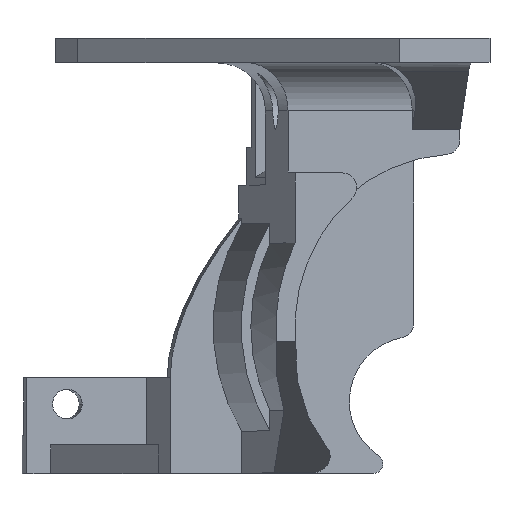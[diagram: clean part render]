
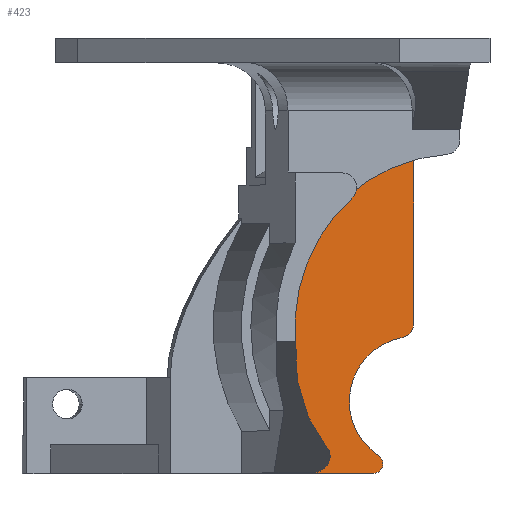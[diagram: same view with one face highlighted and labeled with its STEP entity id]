
A CAD part, top view. The second image highlights one B-rep face of the part: STEP entity #423.
In plain terms, the highlighted planar face has unit normal (0.104, 0, 0.995).
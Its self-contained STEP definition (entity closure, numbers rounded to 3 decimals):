
#17 = EDGE_LOOP ( 'NONE', ( #1986, #1618 ) ) ;
#47 = EDGE_CURVE ( 'NONE', #2138, #2578, #3188, .T. ) ;
#51 = EDGE_CURVE ( 'NONE', #2578, #1148, #2035, .T. ) ;
#87 = CARTESIAN_POINT ( 'NONE',  ( 0.41, -18.3, 23.979 ) ) ;
#105 = DIRECTION ( 'NONE',  ( -0.995, 0., 0.105 ) ) ;
#153 = CARTESIAN_POINT ( 'NONE',  ( -2.793, -32.5, 24.315 ) ) ;
#165 = AXIS2_PLACEMENT_3D ( 'NONE', #197, #1732, #2488 ) ;
#197 = CARTESIAN_POINT ( 'NONE',  ( -3.788, -32.5, 24.42 ) ) ;
#206 = CIRCLE ( 'NONE', #669, 1.75 ) ;
#210 = ORIENTED_EDGE ( 'NONE', *, *, #814, .F. ) ;
#237 = ORIENTED_EDGE ( 'NONE', *, *, #1215, .T. ) ;
#374 = EDGE_CURVE ( 'NONE', #1923, #388, #2300, .T. ) ;
#388 = VERTEX_POINT ( 'NONE', #3087 ) ;
#423 = ADVANCED_FACE ( 'NONE', ( #511, #2378 ), #543, .T. ) ;
#446 = DIRECTION ( 'NONE',  ( -0.105, 0., -0.995 ) ) ;
#448 = LINE ( 'NONE', #2422, #2925 ) ;
#511 = FACE_BOUND ( 'NONE', #17, .T. ) ;
#514 = DIRECTION ( 'NONE',  ( -0.995, 0., 0.105 ) ) ;
#522 = AXIS2_PLACEMENT_3D ( 'NONE', #3008, #1746, #1998 ) ;
#543 = PLANE ( 'NONE',  #2046 ) ;
#618 = AXIS2_PLACEMENT_3D ( 'NONE', #2482, #446, #956 ) ;
#651 = DIRECTION ( 'NONE',  ( 0.995, 0., -0.105 ) ) ;
#669 = AXIS2_PLACEMENT_3D ( 'NONE', #2267, #1854, #2583 ) ;
#768 = ORIENTED_EDGE ( 'NONE', *, *, #1391, .F. ) ;
#780 = DIRECTION ( 'NONE',  ( -0.105, 0., -0.995 ) ) ;
#781 = CARTESIAN_POINT ( 'NONE',  ( -13.265, -18.3, 25.416 ) ) ;
#785 = VERTEX_POINT ( 'NONE', #3027 ) ;
#792 = DIRECTION ( 'NONE',  ( 0.105, 0., 0.995 ) ) ;
#814 = EDGE_CURVE ( 'NONE', #2081, #1923, #2346, .T. ) ;
#863 = DIRECTION ( 'NONE',  ( 0.105, 0., 0.995 ) ) ;
#956 = DIRECTION ( 'NONE',  ( -0.995, 0., 0.105 ) ) ;
#972 = VERTEX_POINT ( 'NONE', #3123 ) ;
#986 = ORIENTED_EDGE ( 'NONE', *, *, #3093, .T. ) ;
#997 = EDGE_CURVE ( 'NONE', #972, #2081, #2777, .T. ) ;
#1017 = DIRECTION ( 'NONE',  ( -0.105, 0., -0.995 ) ) ;
#1047 = DIRECTION ( 'NONE',  ( -0.995, 0., 0.105 ) ) ;
#1092 = CARTESIAN_POINT ( 'NONE',  ( -1.082, 1.142, 24.135 ) ) ;
#1148 = VERTEX_POINT ( 'NONE', #2681 ) ;
#1195 = CARTESIAN_POINT ( 'NONE',  ( 0.41, -26., 23.979 ) ) ;
#1215 = EDGE_CURVE ( 'NONE', #2138, #388, #3023, .T. ) ;
#1244 = CARTESIAN_POINT ( 'NONE',  ( 0.41, -17.888, 23.979 ) ) ;
#1315 = DIRECTION ( 'NONE',  ( -0.995, 0., 0.105 ) ) ;
#1349 = AXIS2_PLACEMENT_3D ( 'NONE', #1092, #863, #105 ) ;
#1391 = EDGE_CURVE ( 'NONE', #1904, #785, #3060, .T. ) ;
#1446 = ORIENTED_EDGE ( 'NONE', *, *, #47, .F. ) ;
#1448 = CARTESIAN_POINT ( 'NONE',  ( -16.746, -18.3, 25.782 ) ) ;
#1574 = CARTESIAN_POINT ( 'NONE',  ( -1.082, -17.888, 24.135 ) ) ;
#1601 = EDGE_LOOP ( 'NONE', ( #237, #3136, #210, #1880, #3037, #768, #986, #2743, #1446 ) ) ;
#1618 = ORIENTED_EDGE ( 'NONE', *, *, #2707, .T. ) ;
#1732 = DIRECTION ( 'NONE',  ( -0.105, 0., -0.995 ) ) ;
#1746 = DIRECTION ( 'NONE',  ( 0.105, 0., 0.995 ) ) ;
#1854 = DIRECTION ( 'NONE',  ( -0.105, 0., -0.995 ) ) ;
#1880 = ORIENTED_EDGE ( 'NONE', *, *, #997, .F. ) ;
#1904 = VERTEX_POINT ( 'NONE', #3048 ) ;
#1923 = VERTEX_POINT ( 'NONE', #1244 ) ;
#1967 = AXIS2_PLACEMENT_3D ( 'NONE', #1195, #2984, #2219 ) ;
#1986 = ORIENTED_EDGE ( 'NONE', *, *, #2178, .T. ) ;
#1998 = DIRECTION ( 'NONE',  ( -0.995, 0., 0.105 ) ) ;
#2035 = CIRCLE ( 'NONE', #618, 1. ) ;
#2046 = AXIS2_PLACEMENT_3D ( 'NONE', #2325, #792, #1047 ) ;
#2055 = CIRCLE ( 'NONE', #2433, 19.25 ) ;
#2081 = VERTEX_POINT ( 'NONE', #2634 ) ;
#2136 = CARTESIAN_POINT ( 'NONE',  ( -3.246, -31.661, 24.363 ) ) ;
#2138 = VERTEX_POINT ( 'NONE', #2136 ) ;
#2162 = AXIS2_PLACEMENT_3D ( 'NONE', #2555, #1017, #514 ) ;
#2178 = EDGE_CURVE ( 'NONE', #2740, #2453, #206, .T. ) ;
#2219 = DIRECTION ( 'NONE',  ( -0.995, 0., 0.105 ) ) ;
#2267 = CARTESIAN_POINT ( 'NONE',  ( -15.005, -18.3, 25.599 ) ) ;
#2300 = CIRCLE ( 'NONE', #2844, 1.5 ) ;
#2325 = CARTESIAN_POINT ( 'NONE',  ( 0.41, 0., 23.979 ) ) ;
#2346 = LINE ( 'NONE', #3286, #2535 ) ;
#2378 = FACE_OUTER_BOUND ( 'NONE', #1601, .T. ) ;
#2422 = CARTESIAN_POINT ( 'NONE',  ( 0.41, -33.5, 23.979 ) ) ;
#2433 = AXIS2_PLACEMENT_3D ( 'NONE', #87, #2855, #2870 ) ;
#2453 = VERTEX_POINT ( 'NONE', #1448 ) ;
#2482 = CARTESIAN_POINT ( 'NONE',  ( -3.788, -32.5, 24.42 ) ) ;
#2488 = DIRECTION ( 'NONE',  ( -0.995, 0., 0.105 ) ) ;
#2535 = VECTOR ( 'NONE', #3243, 1000. ) ;
#2555 = CARTESIAN_POINT ( 'NONE',  ( -15.005, -18.3, 25.599 ) ) ;
#2578 = VERTEX_POINT ( 'NONE', #153 ) ;
#2583 = DIRECTION ( 'NONE',  ( -0.995, 0., 0.105 ) ) ;
#2634 = CARTESIAN_POINT ( 'NONE',  ( 0.41, 1.142, 23.979 ) ) ;
#2681 = CARTESIAN_POINT ( 'NONE',  ( -3.788, -33.5, 24.42 ) ) ;
#2707 = EDGE_CURVE ( 'NONE', #2453, #2740, #3165, .T. ) ;
#2740 = VERTEX_POINT ( 'NONE', #781 ) ;
#2743 = ORIENTED_EDGE ( 'NONE', *, *, #51, .F. ) ;
#2777 = CIRCLE ( 'NONE', #1349, 1.5 ) ;
#2841 = EDGE_CURVE ( 'NONE', #785, #972, #2055, .T. ) ;
#2844 = AXIS2_PLACEMENT_3D ( 'NONE', #1574, #780, #1315 ) ;
#2855 = DIRECTION ( 'NONE',  ( -0.105, 0., -0.995 ) ) ;
#2870 = DIRECTION ( 'NONE',  ( -0.995, 0., 0.105 ) ) ;
#2925 = VECTOR ( 'NONE', #651, 1000. ) ;
#2984 = DIRECTION ( 'NONE',  ( -0.105, 0., -0.995 ) ) ;
#3008 = CARTESIAN_POINT ( 'NONE',  ( -13.391, -32., 25.429 ) ) ;
#3023 = CIRCLE ( 'NONE', #1967, 6.75 ) ;
#3027 = CARTESIAN_POINT ( 'NONE',  ( -12.148, -32.83, 25.298 ) ) ;
#3037 = ORIENTED_EDGE ( 'NONE', *, *, #2841, .F. ) ;
#3048 = CARTESIAN_POINT ( 'NONE',  ( -13.391, -33.5, 25.429 ) ) ;
#3060 = CIRCLE ( 'NONE', #522, 1.5 ) ;
#3087 = CARTESIAN_POINT ( 'NONE',  ( -0.811, -19.363, 24.107 ) ) ;
#3093 = EDGE_CURVE ( 'NONE', #1904, #1148, #448, .T. ) ;
#3123 = CARTESIAN_POINT ( 'NONE',  ( 0.397, 0.95, 23.98 ) ) ;
#3136 = ORIENTED_EDGE ( 'NONE', *, *, #374, .F. ) ;
#3165 = CIRCLE ( 'NONE', #2162, 1.75 ) ;
#3188 = CIRCLE ( 'NONE', #165, 1. ) ;
#3243 = DIRECTION ( 'NONE',  ( 0., -1., 0. ) ) ;
#3286 = CARTESIAN_POINT ( 'NONE',  ( 0.41, 0., 23.979 ) ) ;
